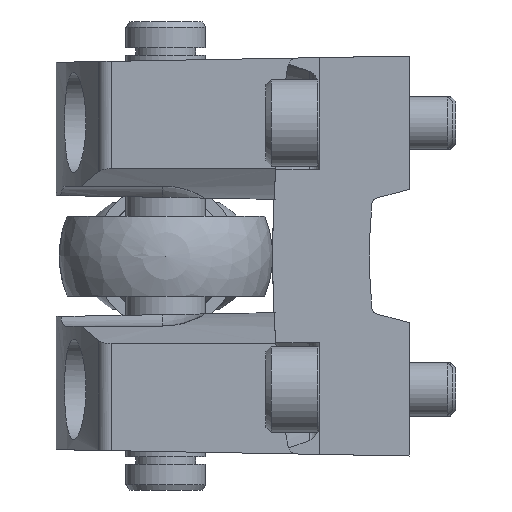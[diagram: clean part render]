
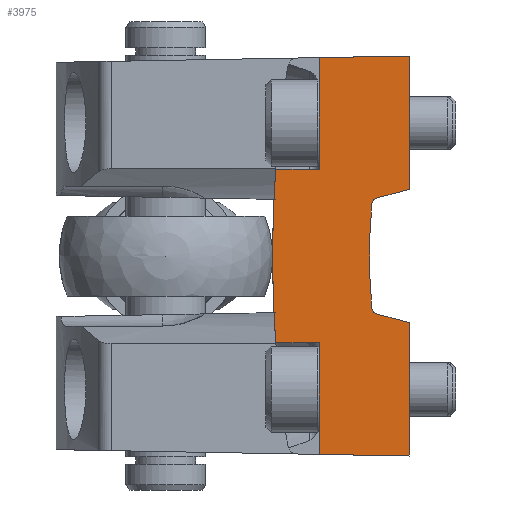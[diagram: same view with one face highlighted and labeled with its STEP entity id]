
A CAD part, left-side view. The second image highlights one B-rep face of the part: STEP entity #3975.
In plain terms, the highlighted planar face has unit normal (-1, 0, 0).
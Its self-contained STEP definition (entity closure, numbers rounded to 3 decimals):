
#135=PLANE('',#4311);
#269=CIRCLE('',#4293,180.);
#274=CIRCLE('',#4302,180.);
#278=CIRCLE('',#4310,180.);
#279=CIRCLE('',#4312,1.);
#280=CIRCLE('',#4313,80.);
#281=CIRCLE('',#4314,1.);
#475=LINE('',#6328,#731);
#476=LINE('',#6331,#732);
#477=LINE('',#6333,#733);
#478=LINE('',#6334,#734);
#479=LINE('',#6336,#735);
#480=LINE('',#6337,#736);
#481=LINE('',#6339,#737);
#482=LINE('',#6340,#738);
#483=LINE('',#6342,#739);
#484=LINE('',#6344,#740);
#485=LINE('',#6346,#741);
#486=LINE('',#6348,#742);
#487=LINE('',#6356,#743);
#488=LINE('',#6358,#744);
#731=VECTOR('',#4856,1000.);
#732=VECTOR('',#4857,1000.);
#733=VECTOR('',#4858,1000.);
#734=VECTOR('',#4859,1000.);
#735=VECTOR('',#4860,1000.);
#736=VECTOR('',#4861,1000.);
#737=VECTOR('',#4862,1000.);
#738=VECTOR('',#4863,1000.);
#739=VECTOR('',#4864,1000.);
#740=VECTOR('',#4865,1000.);
#741=VECTOR('',#4866,1000.);
#742=VECTOR('',#4867,1000.);
#743=VECTOR('',#4874,1000.);
#744=VECTOR('',#4875,1000.);
#1067=ORIENTED_EDGE('',*,*,#2203,.T.);
#1068=ORIENTED_EDGE('',*,*,#2204,.F.);
#1069=ORIENTED_EDGE('',*,*,#2205,.T.);
#1070=ORIENTED_EDGE('',*,*,#2152,.F.);
#1071=ORIENTED_EDGE('',*,*,#2206,.T.);
#1072=ORIENTED_EDGE('',*,*,#2207,.T.);
#1073=ORIENTED_EDGE('',*,*,#2180,.F.);
#1074=ORIENTED_EDGE('',*,*,#2208,.T.);
#1075=ORIENTED_EDGE('',*,*,#2209,.T.);
#1076=ORIENTED_EDGE('',*,*,#2202,.F.);
#1077=ORIENTED_EDGE('',*,*,#2210,.T.);
#1078=ORIENTED_EDGE('',*,*,#2211,.F.);
#1079=ORIENTED_EDGE('',*,*,#2212,.T.);
#1080=ORIENTED_EDGE('',*,*,#2213,.F.);
#1081=ORIENTED_EDGE('',*,*,#2214,.T.);
#1082=ORIENTED_EDGE('',*,*,#2215,.T.);
#1083=ORIENTED_EDGE('',*,*,#2216,.T.);
#1084=ORIENTED_EDGE('',*,*,#2217,.T.);
#1085=ORIENTED_EDGE('',*,*,#2218,.T.);
#1086=ORIENTED_EDGE('',*,*,#2219,.F.);
#2152=EDGE_CURVE('',#2719,#2721,#269,.T.);
#2180=EDGE_CURVE('',#2748,#2749,#274,.T.);
#2202=EDGE_CURVE('',#2770,#2768,#278,.T.);
#2203=EDGE_CURVE('',#2771,#2772,#475,.T.);
#2204=EDGE_CURVE('',#2773,#2772,#476,.T.);
#2205=EDGE_CURVE('',#2773,#2721,#477,.T.);
#2206=EDGE_CURVE('',#2719,#2774,#478,.T.);
#2207=EDGE_CURVE('',#2774,#2749,#479,.T.);
#2208=EDGE_CURVE('',#2748,#2775,#480,.T.);
#2209=EDGE_CURVE('',#2775,#2768,#481,.T.);
#2210=EDGE_CURVE('',#2770,#2776,#482,.T.);
#2211=EDGE_CURVE('',#2777,#2776,#483,.T.);
#2212=EDGE_CURVE('',#2777,#2778,#484,.T.);
#2213=EDGE_CURVE('',#2779,#2778,#485,.T.);
#2214=EDGE_CURVE('',#2779,#2780,#486,.T.);
#2215=EDGE_CURVE('',#2780,#2781,#279,.T.);
#2216=EDGE_CURVE('',#2781,#2782,#280,.T.);
#2217=EDGE_CURVE('',#2782,#2783,#281,.T.);
#2218=EDGE_CURVE('',#2783,#2784,#487,.T.);
#2219=EDGE_CURVE('',#2771,#2784,#488,.T.);
#2719=VERTEX_POINT('',#6136);
#2721=VERTEX_POINT('',#6139);
#2748=VERTEX_POINT('',#6243);
#2749=VERTEX_POINT('',#6245);
#2768=VERTEX_POINT('',#6317);
#2770=VERTEX_POINT('',#6325);
#2771=VERTEX_POINT('',#6329);
#2772=VERTEX_POINT('',#6330);
#2773=VERTEX_POINT('',#6332);
#2774=VERTEX_POINT('',#6335);
#2775=VERTEX_POINT('',#6338);
#2776=VERTEX_POINT('',#6341);
#2777=VERTEX_POINT('',#6343);
#2778=VERTEX_POINT('',#6345);
#2779=VERTEX_POINT('',#6347);
#2780=VERTEX_POINT('',#6349);
#2781=VERTEX_POINT('',#6351);
#2782=VERTEX_POINT('',#6353);
#2783=VERTEX_POINT('',#6355);
#2784=VERTEX_POINT('',#6357);
#3201=EDGE_LOOP('',(#1067,#1068,#1069,#1070,#1071,#1072,#1073,#1074,#1075,
#1076,#1077,#1078,#1079,#1080,#1081,#1082,#1083,#1084,#1085,#1086));
#3555=FACE_BOUND('',#3201,.T.);
#3975=ADVANCED_FACE('',(#3555),#135,.F.);
#4293=AXIS2_PLACEMENT_3D('',#6138,#4795,#4796);
#4302=AXIS2_PLACEMENT_3D('',#6244,#4826,#4827);
#4310=AXIS2_PLACEMENT_3D('',#6326,#4852,#4853);
#4311=AXIS2_PLACEMENT_3D('',#6327,#4854,#4855);
#4312=AXIS2_PLACEMENT_3D('',#6350,#4868,#4869);
#4313=AXIS2_PLACEMENT_3D('',#6352,#4870,#4871);
#4314=AXIS2_PLACEMENT_3D('',#6354,#4872,#4873);
#4795=DIRECTION('',(1.,0.,0.));
#4796=DIRECTION('',(0.,0.,-1.));
#4826=DIRECTION('',(1.,0.,0.));
#4827=DIRECTION('',(0.,0.,-1.));
#4852=DIRECTION('',(1.,0.,0.));
#4853=DIRECTION('',(0.,0.,-1.));
#4854=DIRECTION('',(1.,0.,0.));
#4855=DIRECTION('',(0.,0.,-1.));
#4856=DIRECTION('',(0.,1.,-0.018));
#4857=DIRECTION('',(0.,0.,1.));
#4858=DIRECTION('',(0.,1.,0.));
#4859=DIRECTION('',(0.,-1.,-0.017));
#4860=DIRECTION('',(0.,0.94,-0.342));
#4861=DIRECTION('',(0.,-0.94,-0.342));
#4862=DIRECTION('',(0.,1.,-0.017));
#4863=DIRECTION('',(0.,-1.,0.));
#4864=DIRECTION('',(0.,0.,1.));
#4865=DIRECTION('',(0.,-1.,-0.018));
#4866=DIRECTION('',(0.,0.,-1.));
#4867=DIRECTION('',(0.,0.966,0.259));
#4868=DIRECTION('',(1.,0.,0.));
#4869=DIRECTION('',(0.,0.,-1.));
#4870=DIRECTION('',(1.,0.,0.));
#4871=DIRECTION('',(0.,0.,-1.));
#4872=DIRECTION('',(1.,0.,0.));
#4873=DIRECTION('',(0.,0.,-1.));
#4874=DIRECTION('',(0.,-0.966,0.259));
#4875=DIRECTION('',(0.,0.,-1.));
#6136=CARTESIAN_POINT('',(0.,20.299,8.505));
#6138=CARTESIAN_POINT('',(0.,-159.5,0.));
#6139=CARTESIAN_POINT('',(0.,20.03,13.));
#6243=CARTESIAN_POINT('',(0.,20.304,-8.389));
#6244=CARTESIAN_POINT('',(0.,-159.5,0.));
#6245=CARTESIAN_POINT('',(0.,20.304,8.389));
#6317=CARTESIAN_POINT('',(0.,20.299,-8.505));
#6325=CARTESIAN_POINT('',(0.,20.03,-13.));
#6326=CARTESIAN_POINT('',(0.,-159.5,0.));
#6327=CARTESIAN_POINT('',(0.,16.284,28.));
#6328=CARTESIAN_POINT('',(0.,0.,30.));
#6329=CARTESIAN_POINT('',(0.,0.,30.));
#6330=CARTESIAN_POINT('',(0.,13.5,29.758));
#6331=CARTESIAN_POINT('',(0.,13.5,28.));
#6332=CARTESIAN_POINT('',(0.,13.5,13.));
#6333=CARTESIAN_POINT('',(0.,16.284,13.));
#6334=CARTESIAN_POINT('',(0.,53.,9.076));
#6335=CARTESIAN_POINT('',(0.,20.,8.5));
#6336=CARTESIAN_POINT('',(0.,20.,8.5));
#6337=CARTESIAN_POINT('',(0.,43.354,0.));
#6338=CARTESIAN_POINT('',(0.,20.,-8.5));
#6339=CARTESIAN_POINT('',(0.,20.,-8.5));
#6340=CARTESIAN_POINT('',(0.,16.284,-13.));
#6341=CARTESIAN_POINT('',(0.,13.5,-13.));
#6342=CARTESIAN_POINT('',(0.,13.5,28.));
#6343=CARTESIAN_POINT('',(0.,13.5,-29.758));
#6344=CARTESIAN_POINT('',(0.,53.,-29.05));
#6345=CARTESIAN_POINT('',(0.,0.,-30.));
#6346=CARTESIAN_POINT('',(0.,0.,-24.));
#6347=CARTESIAN_POINT('',(0.,0.,-10.));
#6348=CARTESIAN_POINT('',(0.,0.,-10.));
#6349=CARTESIAN_POINT('',(0.,4.88,-8.692));
#6350=CARTESIAN_POINT('',(0.,4.621,-7.726));
#6351=CARTESIAN_POINT('',(0.,5.616,-7.824));
#6352=CARTESIAN_POINT('',(0.,-74.,0.));
#6353=CARTESIAN_POINT('',(0.,5.616,7.824));
#6354=CARTESIAN_POINT('',(0.,4.621,7.726));
#6355=CARTESIAN_POINT('',(0.,4.88,8.692));
#6356=CARTESIAN_POINT('',(0.,4.88,8.692));
#6357=CARTESIAN_POINT('',(0.,0.,10.));
#6358=CARTESIAN_POINT('',(0.,0.,30.));
